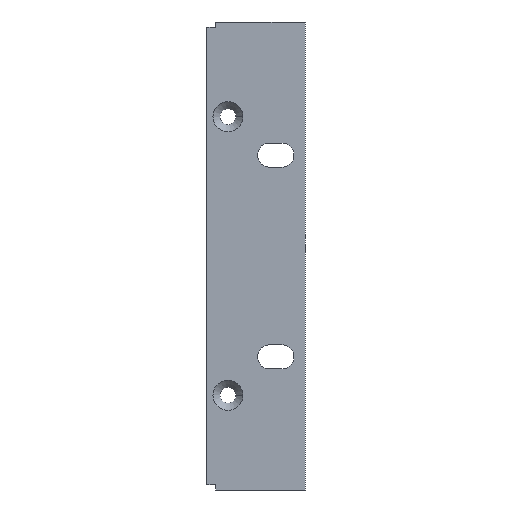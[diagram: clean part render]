
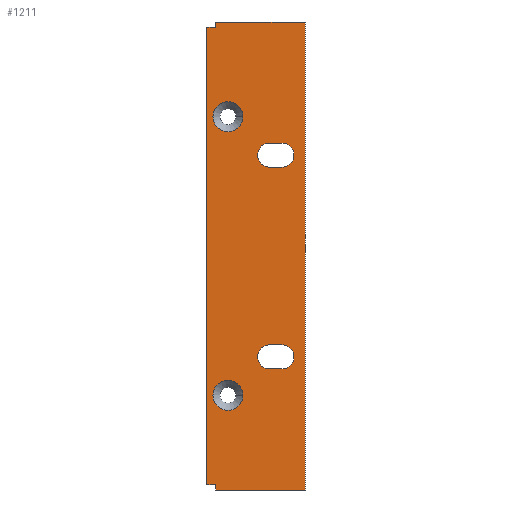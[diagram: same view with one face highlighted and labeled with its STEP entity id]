
A CAD part, front view. The second image highlights one B-rep face of the part: STEP entity #1211.
In plain terms, the highlighted planar face has unit normal (0, -1, 0).
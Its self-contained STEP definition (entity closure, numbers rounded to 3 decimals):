
#49=DIRECTION('',(1.,0.,0.));
#50=VECTOR('',#49,25.4);
#51=CARTESIAN_POINT('',(2.3,0.,-66.25));
#52=LINE('',#51,#50);
#155=CARTESIAN_POINT('',(17.6,0.,28.57));
#156=DIRECTION('',(0.,-1.,0.));
#157=DIRECTION('',(0.,0.,1.));
#158=AXIS2_PLACEMENT_3D('',#155,#156,#157);
#160=DIRECTION('',(1.,0.,0.));
#161=VECTOR('',#160,3.5);
#162=CARTESIAN_POINT('',(17.6,0.,25.17));
#163=LINE('',#162,#161);
#164=CARTESIAN_POINT('',(21.1,0.,28.57));
#165=DIRECTION('',(0.,-1.,0.));
#166=DIRECTION('',(0.,0.,-1.));
#167=AXIS2_PLACEMENT_3D('',#164,#165,#166);
#169=DIRECTION('',(-1.,0.,0.));
#170=VECTOR('',#169,3.5);
#171=CARTESIAN_POINT('',(21.1,0.,31.97));
#172=LINE('',#171,#170);
#173=CARTESIAN_POINT('',(5.8,0.,39.45));
#174=DIRECTION('',(0.,1.,0.));
#175=DIRECTION('',(1.,0.,0.));
#176=AXIS2_PLACEMENT_3D('',#173,#174,#175);
#178=CARTESIAN_POINT('',(5.8,0.,39.45));
#179=DIRECTION('',(0.,1.,0.));
#180=DIRECTION('',(-1.,0.,0.));
#181=AXIS2_PLACEMENT_3D('',#178,#179,#180);
#183=CARTESIAN_POINT('',(5.8,0.,-39.45));
#184=DIRECTION('',(0.,-1.,0.));
#185=DIRECTION('',(1.,0.,0.));
#186=AXIS2_PLACEMENT_3D('',#183,#184,#185);
#188=CARTESIAN_POINT('',(5.8,0.,-39.45));
#189=DIRECTION('',(0.,-1.,0.));
#190=DIRECTION('',(-1.,0.,0.));
#191=AXIS2_PLACEMENT_3D('',#188,#189,#190);
#193=DIRECTION('',(0.,0.,-1.));
#194=VECTOR('',#193,1.5);
#195=CARTESIAN_POINT('',(2.3,0.,66.25));
#196=LINE('',#195,#194);
#197=DIRECTION('',(1.,0.,0.));
#198=VECTOR('',#197,25.4);
#199=CARTESIAN_POINT('',(2.3,0.,66.25));
#200=LINE('',#199,#198);
#201=DIRECTION('',(0.,0.,-1.));
#202=VECTOR('',#201,132.5);
#203=CARTESIAN_POINT('',(27.7,0.,66.25));
#204=LINE('',#203,#202);
#205=DIRECTION('',(0.,0.,1.));
#206=VECTOR('',#205,1.5);
#207=CARTESIAN_POINT('',(2.3,0.,-66.25));
#208=LINE('',#207,#206);
#209=DIRECTION('',(1.,0.,0.));
#210=VECTOR('',#209,2.5);
#211=CARTESIAN_POINT('',(-0.2,0.,-64.75));
#212=LINE('',#211,#210);
#213=DIRECTION('',(0.,0.,1.));
#214=VECTOR('',#213,129.5);
#215=CARTESIAN_POINT('',(-0.2,0.,-64.75));
#216=LINE('',#215,#214);
#217=DIRECTION('',(1.,0.,0.));
#218=VECTOR('',#217,2.5);
#219=CARTESIAN_POINT('',(-0.2,0.,64.75));
#220=LINE('',#219,#218);
#221=CARTESIAN_POINT('',(17.6,0.,-28.57));
#222=DIRECTION('',(0.,1.,0.));
#223=DIRECTION('',(0.,0.,-1.));
#224=AXIS2_PLACEMENT_3D('',#221,#222,#223);
#226=DIRECTION('',(-1.,0.,0.));
#227=VECTOR('',#226,3.5);
#228=CARTESIAN_POINT('',(21.1,0.,-31.97));
#229=LINE('',#228,#227);
#230=CARTESIAN_POINT('',(21.1,0.,-28.57));
#231=DIRECTION('',(0.,1.,0.));
#232=DIRECTION('',(0.,0.,1.));
#233=AXIS2_PLACEMENT_3D('',#230,#231,#232);
#235=DIRECTION('',(1.,0.,0.));
#236=VECTOR('',#235,3.5);
#237=CARTESIAN_POINT('',(17.6,0.,-25.17));
#238=LINE('',#237,#236);
#821=CARTESIAN_POINT('',(27.7,0.,66.25));
#822=VERTEX_POINT('',#821);
#837=CARTESIAN_POINT('',(27.7,0.,-66.25));
#838=VERTEX_POINT('',#837);
#839=CARTESIAN_POINT('',(17.6,0.,31.97));
#840=CARTESIAN_POINT('',(17.6,0.,25.17));
#841=VERTEX_POINT('',#839);
#842=VERTEX_POINT('',#840);
#843=CARTESIAN_POINT('',(21.1,0.,25.17));
#844=VERTEX_POINT('',#843);
#845=CARTESIAN_POINT('',(21.1,0.,31.97));
#846=VERTEX_POINT('',#845);
#869=CARTESIAN_POINT('',(10.05,0.,39.45));
#870=CARTESIAN_POINT('',(1.55,0.,39.45));
#871=VERTEX_POINT('',#869);
#872=VERTEX_POINT('',#870);
#881=CARTESIAN_POINT('',(10.05,0.,-39.45));
#882=CARTESIAN_POINT('',(1.55,0.,-39.45));
#883=VERTEX_POINT('',#881);
#884=VERTEX_POINT('',#882);
#889=CARTESIAN_POINT('',(2.3,0.,-66.25));
#891=VERTEX_POINT('',#889);
#894=CARTESIAN_POINT('',(-0.2,0.,-64.75));
#896=VERTEX_POINT('',#894);
#897=CARTESIAN_POINT('',(2.3,0.,-64.75));
#898=VERTEX_POINT('',#897);
#921=CARTESIAN_POINT('',(2.3,0.,66.25));
#923=VERTEX_POINT('',#921);
#926=CARTESIAN_POINT('',(-0.2,0.,64.75));
#928=VERTEX_POINT('',#926);
#929=CARTESIAN_POINT('',(2.3,0.,64.75));
#930=VERTEX_POINT('',#929);
#953=CARTESIAN_POINT('',(17.6,0.,-31.97));
#954=CARTESIAN_POINT('',(17.6,0.,-25.17));
#955=VERTEX_POINT('',#953);
#956=VERTEX_POINT('',#954);
#957=CARTESIAN_POINT('',(21.1,0.,-25.17));
#958=VERTEX_POINT('',#957);
#959=CARTESIAN_POINT('',(21.1,0.,-31.97));
#960=VERTEX_POINT('',#959);
#1159=CARTESIAN_POINT('',(-0.2,0.,-66.25));
#1160=DIRECTION('',(0.,-1.,0.));
#1161=DIRECTION('',(1.,0.,0.));
#1162=AXIS2_PLACEMENT_3D('',#1159,#1160,#1161);
#1163=PLANE('',#1162);
#1165=ORIENTED_EDGE('',*,*,#1164,.F.);
#1167=ORIENTED_EDGE('',*,*,#1166,.T.);
#1169=ORIENTED_EDGE('',*,*,#1168,.T.);
#1170=ORIENTED_EDGE('',*,*,#1046,.F.);
#1171=ORIENTED_EDGE('',*,*,#1077,.T.);
#1173=ORIENTED_EDGE('',*,*,#1172,.F.);
#1175=ORIENTED_EDGE('',*,*,#1174,.T.);
#1177=ORIENTED_EDGE('',*,*,#1176,.T.);
#1178=EDGE_LOOP('',(#1165,#1167,#1169,#1170,#1171,#1173,#1175,#1177));
#1179=FACE_OUTER_BOUND('',#1178,.F.);
#1181=ORIENTED_EDGE('',*,*,#1180,.T.);
#1183=ORIENTED_EDGE('',*,*,#1182,.T.);
#1185=ORIENTED_EDGE('',*,*,#1184,.T.);
#1187=ORIENTED_EDGE('',*,*,#1186,.T.);
#1188=EDGE_LOOP('',(#1181,#1183,#1185,#1187));
#1189=FACE_BOUND('',#1188,.F.);
#1191=ORIENTED_EDGE('',*,*,#1190,.F.);
#1192=ORIENTED_EDGE('',*,*,#1149,.F.);
#1193=EDGE_LOOP('',(#1191,#1192));
#1194=FACE_BOUND('',#1193,.F.);
#1196=ORIENTED_EDGE('',*,*,#1195,.T.);
#1198=ORIENTED_EDGE('',*,*,#1197,.T.);
#1199=EDGE_LOOP('',(#1196,#1198));
#1200=FACE_BOUND('',#1199,.F.);
#1202=ORIENTED_EDGE('',*,*,#1201,.F.);
#1204=ORIENTED_EDGE('',*,*,#1203,.F.);
#1206=ORIENTED_EDGE('',*,*,#1205,.F.);
#1208=ORIENTED_EDGE('',*,*,#1207,.F.);
#1209=EDGE_LOOP('',(#1202,#1204,#1206,#1208));
#1210=FACE_BOUND('',#1209,.F.);
#1211=ADVANCED_FACE('',(#1179,#1189,#1194,#1200,#1210),#1163,.T.);
#159=CIRCLE('',#158,3.4);
#168=CIRCLE('',#167,3.4);
#177=CIRCLE('',#176,4.25);
#182=CIRCLE('',#181,4.25);
#187=CIRCLE('',#186,4.25);
#192=CIRCLE('',#191,4.25);
#225=CIRCLE('',#224,3.4);
#234=CIRCLE('',#233,3.4);
#1046=EDGE_CURVE('',#891,#838,#52,.T.);
#1077=EDGE_CURVE('',#891,#898,#208,.T.);
#1149=EDGE_CURVE('',#872,#871,#182,.T.);
#1164=EDGE_CURVE('',#923,#930,#196,.T.);
#1166=EDGE_CURVE('',#923,#822,#200,.T.);
#1168=EDGE_CURVE('',#822,#838,#204,.T.);
#1172=EDGE_CURVE('',#896,#898,#212,.T.);
#1174=EDGE_CURVE('',#896,#928,#216,.T.);
#1176=EDGE_CURVE('',#928,#930,#220,.T.);
#1180=EDGE_CURVE('',#841,#842,#159,.T.);
#1182=EDGE_CURVE('',#842,#844,#163,.T.);
#1184=EDGE_CURVE('',#844,#846,#168,.T.);
#1186=EDGE_CURVE('',#846,#841,#172,.T.);
#1190=EDGE_CURVE('',#871,#872,#177,.T.);
#1195=EDGE_CURVE('',#883,#884,#187,.T.);
#1197=EDGE_CURVE('',#884,#883,#192,.T.);
#1201=EDGE_CURVE('',#955,#956,#225,.T.);
#1203=EDGE_CURVE('',#960,#955,#229,.T.);
#1205=EDGE_CURVE('',#958,#960,#234,.T.);
#1207=EDGE_CURVE('',#956,#958,#238,.T.);
